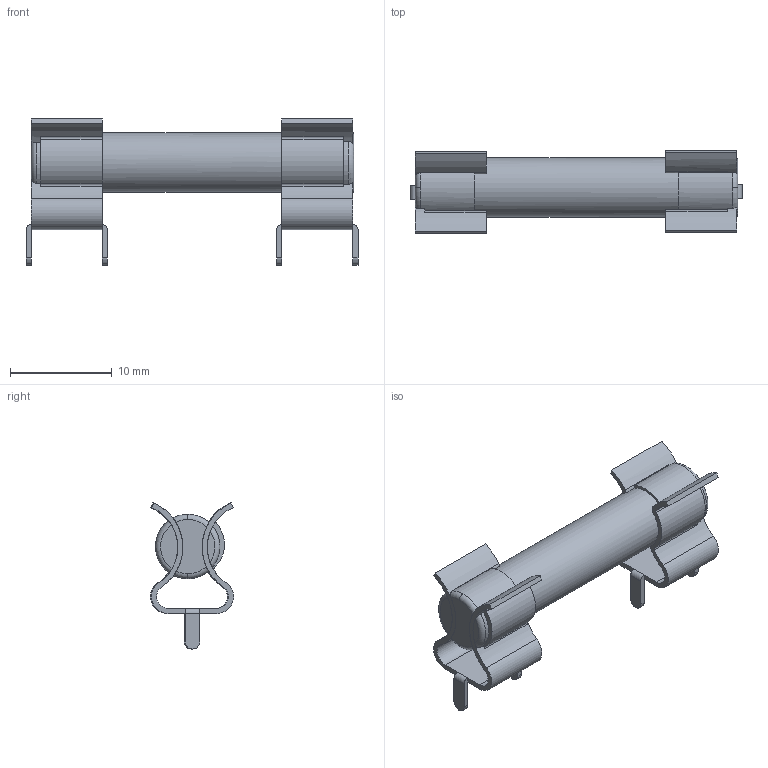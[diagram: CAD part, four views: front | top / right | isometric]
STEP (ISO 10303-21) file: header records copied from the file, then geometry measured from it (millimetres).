
FILE_DESCRIPTION(('FreeCAD Model'),'2;1');
FILE_NAME('Open CASCADE Shape Model','2025-08-04T22:18:39',( 'kicad StepUp'),('ksu MCAD'),'Open CASCADE STEP processor 7.8', 'FreeCAD','Unknown');
FILE_SCHEMA(('AUTOMOTIVE_DESIGN { 1 0 10303 214 1 1 1 1 }'));
Length unit declared in the file: millimetre
Products named in the file (1): FUC-006
Bounding box: 32.7 x 8.2 x 14.4 mm (x, y, z)
Volume: 1085.9 mm3; surface area: 1364.4 mm2
Topology: 1 solids, 1 shells, 120 faces, 400 edges, 278 vertices
Faces by surface type: cylinder 57, plane 55, torus 8
Full cylindrical faces by diameter (mm): 5.85 x1
Entity records: 6114 total; most frequent: CARTESIAN_POINT 1286, DIRECTION 859, ORIENTED_EDGE 800, EDGE_CURVE 400, AXIS2_PLACEMENT_3D 355, VERTEX_POINT 278, CIRCLE 234, LINE 149
